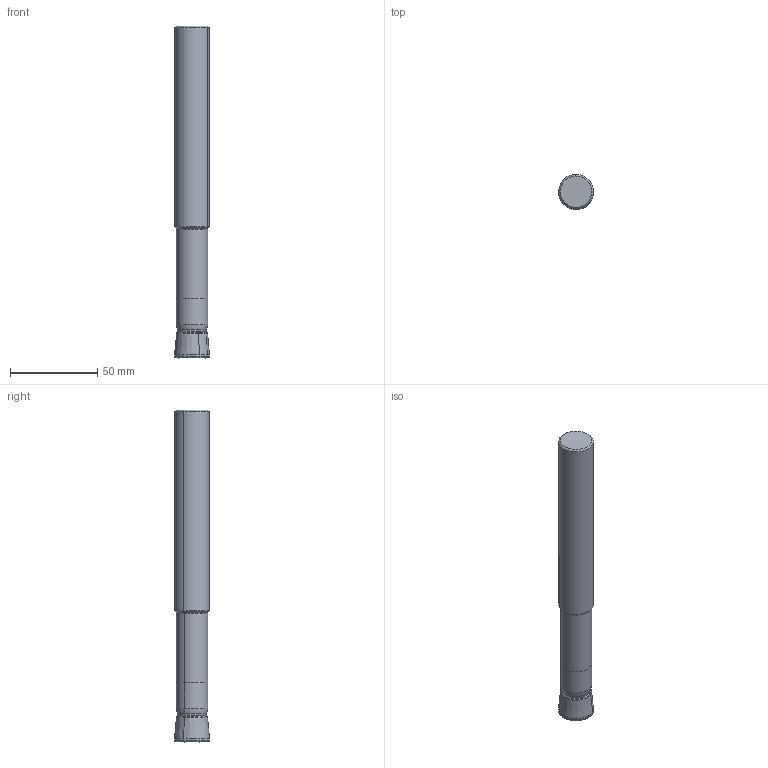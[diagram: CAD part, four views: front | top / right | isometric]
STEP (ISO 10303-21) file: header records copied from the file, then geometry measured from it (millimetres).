
FILE_DESCRIPTION(('CATIA V5 STEP Exchange'),'2;1');
FILE_NAME('Bm57882-FT_CEB00 TE20.020 Z02 190_Kollisionsmodell.stp','2019-08-28T11:23:25+00:00',('none'),('none'),'CATIA Version 5-6 Release 2016 SP5 HF39','CATIA V5 STEP AP203','none');
FILE_SCHEMA(('CONFIG_CONTROL_DESIGN'));
Length unit declared in the file: millimetre
Products named in the file (1): Part2
Bounding box: 19.99 x 19.99 x 190 mm (x, y, z)
Volume: 55463.1 mm3; surface area: 12460.7 mm2
Topology: 1 solids, 2 shells, 40 faces, 95 edges, 57 vertices
Faces by surface type: revolution 14, cylinder 9, cone 8, torus 6, sphere 2, plane 1
Entity records: 1251 total; most frequent: CARTESIAN_POINT 423, ORIENTED_EDGE 156, DIRECTION 115, EDGE_CURVE 86, AXIS2_PLACEMENT_3D 68, CIRCLE 54, VERTEX_POINT 49, ADVANCED_FACE 40
